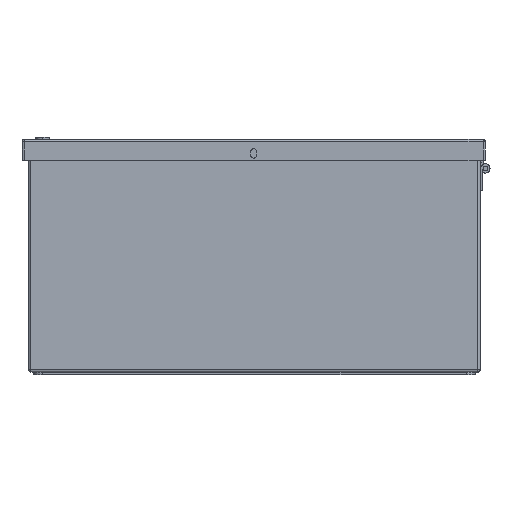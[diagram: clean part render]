
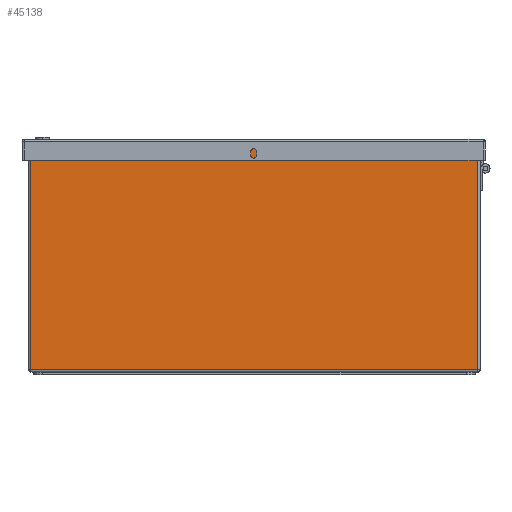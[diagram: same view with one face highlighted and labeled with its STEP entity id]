
A CAD part, left-side view. The second image highlights one B-rep face of the part: STEP entity #45138.
In plain terms, the highlighted planar face has unit normal (-1, 0, 0).
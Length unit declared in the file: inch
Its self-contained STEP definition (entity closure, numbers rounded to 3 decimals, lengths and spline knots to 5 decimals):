
#744 = FACE_OUTER_BOUND ( 'NONE', #48750, .T. ) ;
#3244 = VECTOR ( 'NONE', #35724, 39.37008 ) ;
#4779 = DIRECTION ( 'NONE',  ( 0., 0., -1. ) ) ;
#7399 = DIRECTION ( 'NONE',  ( 0., -1., 0. ) ) ;
#8572 = PLANE ( 'NONE',  #15199 ) ;
#10714 = VERTEX_POINT ( 'NONE', #31426 ) ;
#11964 = CARTESIAN_POINT ( 'NONE',  ( 0.00059, -0.00016, 5.94 ) ) ;
#14635 = CARTESIAN_POINT ( 'NONE',  ( 0.00059, 12., 0.06 ) ) ;
#15199 = AXIS2_PLACEMENT_3D ( 'NONE', #24046, #39537, #4779 ) ;
#17605 = VECTOR ( 'NONE', #31102, 39.37008 ) ;
#18048 = CARTESIAN_POINT ( 'NONE',  ( 0.00059, 11.94, 5.94 ) ) ;
#20616 = CARTESIAN_POINT ( 'NONE',  ( 0.00059, 11.94, 0.06 ) ) ;
#22043 = ORIENTED_EDGE ( 'NONE', *, *, #45425, .F. ) ;
#23794 = CARTESIAN_POINT ( 'NONE',  ( 0.00059, 0.06, 6. ) ) ;
#24046 = CARTESIAN_POINT ( 'NONE',  ( 0.00059, 12., 6. ) ) ;
#24061 = EDGE_CURVE ( 'NONE', #46991, #33633, #30979, .T. ) ;
#25295 = CARTESIAN_POINT ( 'NONE',  ( 0.00059, 0.06, 5.94 ) ) ;
#27301 = LINE ( 'NONE', #50136, #17605 ) ;
#28602 = LINE ( 'NONE', #23794, #3244 ) ;
#30635 = LINE ( 'NONE', #14635, #49239 ) ;
#30979 = LINE ( 'NONE', #11964, #31083 ) ;
#31083 = VECTOR ( 'NONE', #7399, 39.37008 ) ;
#31102 = DIRECTION ( 'NONE',  ( 0., 0., 1. ) ) ;
#31426 = CARTESIAN_POINT ( 'NONE',  ( 0.00059, 0.06, 0.06 ) ) ;
#33633 = VERTEX_POINT ( 'NONE', #25295 ) ;
#35114 = EDGE_CURVE ( 'NONE', #10714, #40245, #30635, .T. ) ;
#35724 = DIRECTION ( 'NONE',  ( 0., 0., -1. ) ) ;
#38960 = EDGE_CURVE ( 'NONE', #33633, #10714, #28602, .T. ) ;
#39537 = DIRECTION ( 'NONE',  ( 1., 0., 0. ) ) ;
#40245 = VERTEX_POINT ( 'NONE', #20616 ) ;
#44401 = ORIENTED_EDGE ( 'NONE', *, *, #38960, .F. ) ;
#44493 = ORIENTED_EDGE ( 'NONE', *, *, #35114, .F. ) ;
#45138 = ADVANCED_FACE ( 'NONE', ( #744 ), #8572, .F. ) ;
#45329 = ORIENTED_EDGE ( 'NONE', *, *, #24061, .F. ) ;
#45425 = EDGE_CURVE ( 'NONE', #40245, #46991, #27301, .T. ) ;
#46095 = DIRECTION ( 'NONE',  ( 0., 1., 0. ) ) ;
#46991 = VERTEX_POINT ( 'NONE', #18048 ) ;
#48750 = EDGE_LOOP ( 'NONE', ( #44401, #45329, #22043, #44493 ) ) ;
#49239 = VECTOR ( 'NONE', #46095, 39.37008 ) ;
#50136 = CARTESIAN_POINT ( 'NONE',  ( 0.00059, 11.94, 6. ) ) ;
